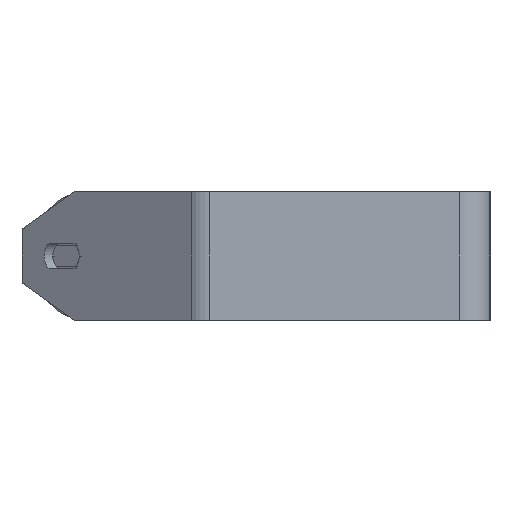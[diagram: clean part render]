
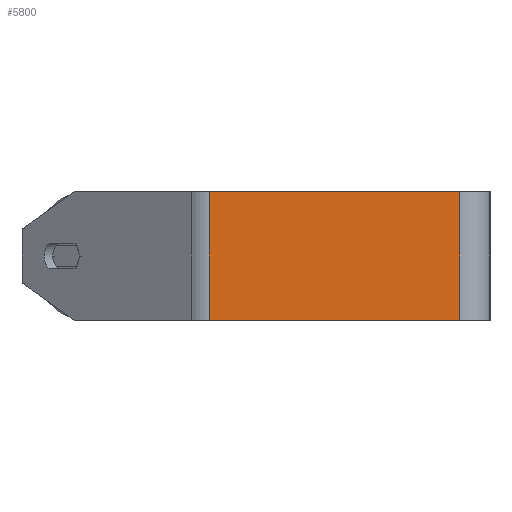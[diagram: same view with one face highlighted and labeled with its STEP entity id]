
A CAD part, left-side view. The second image highlights one B-rep face of the part: STEP entity #5800.
In plain terms, the highlighted planar face has unit normal (-1, 0, 0).
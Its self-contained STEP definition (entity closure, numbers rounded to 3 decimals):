
#94 = DIRECTION ( 'NONE',  ( 1., 0., 0. ) ) ;
#252 = LINE ( 'NONE', #3387, #2339 ) ;
#894 = DIRECTION ( 'NONE',  ( 0., -1., 0. ) ) ;
#1006 = EDGE_CURVE ( 'NONE', #1876, #7852, #7597, .T. ) ;
#1166 = CARTESIAN_POINT ( 'NONE',  ( -340., 130.611, 30. ) ) ;
#1523 = PLANE ( 'NONE',  #2605 ) ;
#1590 = VECTOR ( 'NONE', #3020, 1000. ) ;
#1876 = VERTEX_POINT ( 'NONE', #4772 ) ;
#1900 = CARTESIAN_POINT ( 'NONE',  ( -340., 135.026, -30. ) ) ;
#1960 = CARTESIAN_POINT ( 'NONE',  ( -340., 130.611, -30. ) ) ;
#2007 = VERTEX_POINT ( 'NONE', #7872 ) ;
#2339 = VECTOR ( 'NONE', #894, 1000. ) ;
#2466 = DIRECTION ( 'NONE',  ( 0., 0., -1. ) ) ;
#2544 = ORIENTED_EDGE ( 'NONE', *, *, #4948, .F. ) ;
#2605 = AXIS2_PLACEMENT_3D ( 'NONE', #3364, #94, #7440 ) ;
#3020 = DIRECTION ( 'NONE',  ( 0., 0., -1. ) ) ;
#3364 = CARTESIAN_POINT ( 'NONE',  ( -340., 135.026, 30. ) ) ;
#3387 = CARTESIAN_POINT ( 'NONE',  ( -340., 135.026, 30. ) ) ;
#3907 = DIRECTION ( 'NONE',  ( 0., -1., 0. ) ) ;
#4339 = VERTEX_POINT ( 'NONE', #5033 ) ;
#4405 = ORIENTED_EDGE ( 'NONE', *, *, #1006, .T. ) ;
#4772 = CARTESIAN_POINT ( 'NONE',  ( -340., 130.611, 30. ) ) ;
#4914 = LINE ( 'NONE', #8276, #7374 ) ;
#4948 = EDGE_CURVE ( 'NONE', #4339, #2007, #4914, .T. ) ;
#5033 = CARTESIAN_POINT ( 'NONE',  ( -340., 14., 30. ) ) ;
#5082 = EDGE_CURVE ( 'NONE', #7852, #2007, #7765, .T. ) ;
#5770 = EDGE_LOOP ( 'NONE', ( #6655, #2544, #6508, #4405 ) ) ;
#5800 = ADVANCED_FACE ( 'NONE', ( #7393 ), #1523, .F. ) ;
#6508 = ORIENTED_EDGE ( 'NONE', *, *, #6546, .F. ) ;
#6546 = EDGE_CURVE ( 'NONE', #1876, #4339, #252, .T. ) ;
#6655 = ORIENTED_EDGE ( 'NONE', *, *, #5082, .T. ) ;
#7374 = VECTOR ( 'NONE', #2466, 1000. ) ;
#7393 = FACE_OUTER_BOUND ( 'NONE', #5770, .T. ) ;
#7440 = DIRECTION ( 'NONE',  ( 0., 0., -1. ) ) ;
#7597 = LINE ( 'NONE', #1166, #1590 ) ;
#7765 = LINE ( 'NONE', #1900, #7781 ) ;
#7781 = VECTOR ( 'NONE', #3907, 1000. ) ;
#7852 = VERTEX_POINT ( 'NONE', #1960 ) ;
#7872 = CARTESIAN_POINT ( 'NONE',  ( -340., 14., -30. ) ) ;
#8276 = CARTESIAN_POINT ( 'NONE',  ( -340., 14., 30. ) ) ;
